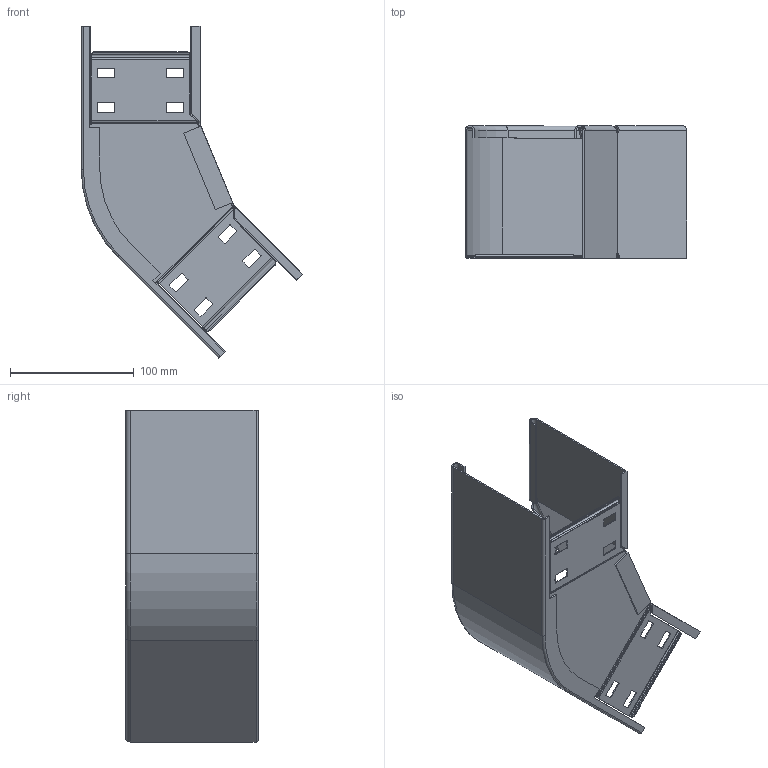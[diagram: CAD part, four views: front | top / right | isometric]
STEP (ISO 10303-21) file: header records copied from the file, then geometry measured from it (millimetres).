
FILE_DESCRIPTION (( 'STEP AP214' ), '1' );
FILE_NAME ('6036300.STEP', '2024-10-16T11:47:57', ( '' ), ( '' ), 'SwSTEP 2.0', 'SolidWorks 2022', '' );
FILE_SCHEMA (( 'AUTOMOTIVE_DESIGN' ));
Length unit declared in the file: millimetre
Products named in the file (4): 167655_110x45°; 6036300; 181554_100; 175033_100
Assembly tree (3 placements, depth 2):
  6036300
    175033_100
    181554_100
    167655_110x45°
Bounding box: 179.06 x 107 x 268.4 mm (x, y, z)
Volume: 100245.3 mm3; surface area: 179160.4 mm2
Topology: 3 solids, 3 shells, 250 faces, 640 edges, 396 vertices
Faces by surface type: plane 154, cylinder 86, bspline 6, torus 4
Entity records: 8019 total; most frequent: CARTESIAN_POINT 1720, ORIENTED_EDGE 1280, DIRECTION 1246, EDGE_CURVE 640, LINE 438, VECTOR 438, AXIS2_PLACEMENT_3D 404, VERTEX_POINT 396
